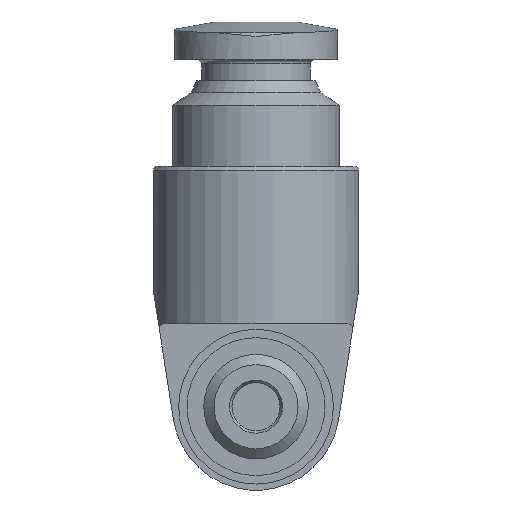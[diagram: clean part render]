
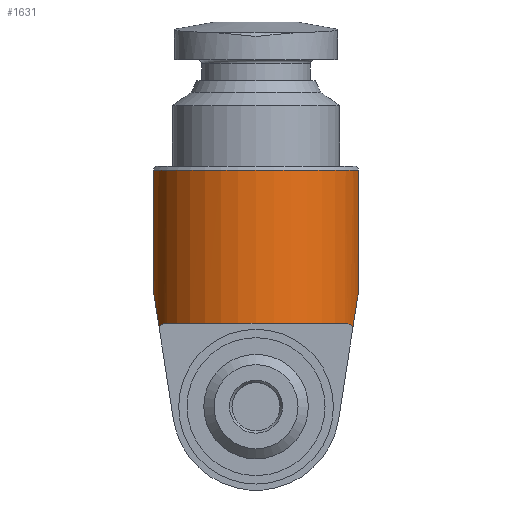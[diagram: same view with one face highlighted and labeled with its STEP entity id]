
A CAD part, front view. The second image highlights one B-rep face of the part: STEP entity #1631.
In plain terms, the highlighted cylindrical face has radius 5 mm (diameter 10 mm), a partial arc.
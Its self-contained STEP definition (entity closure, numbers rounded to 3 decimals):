
#20=ELLIPSE('',#1743,32.652,5.);
#21=ELLIPSE('',#1745,32.652,5.);
#30=CYLINDRICAL_SURFACE('',#1742,5.);
#76=LINE('',#2445,#128);
#77=LINE('',#2452,#129);
#128=VECTOR('',#1966,1000.);
#129=VECTOR('',#1973,1000.);
#212=B_SPLINE_CURVE_WITH_KNOTS('',3,(#2386,#2387,#2388,#2389),
 .UNSPECIFIED.,.F.,.F.,(4,4),(0.,0.001),
 .UNSPECIFIED.);
#214=B_SPLINE_CURVE_WITH_KNOTS('',3,(#2407,#2408,#2409,#2410,#2411),
 .UNSPECIFIED.,.F.,.F.,(4,1,4),(0.,0.,0.001),
 .UNSPECIFIED.);
#318=ORIENTED_EDGE('',*,*,#603,.F.);
#319=ORIENTED_EDGE('',*,*,#604,.F.);
#320=ORIENTED_EDGE('',*,*,#581,.T.);
#321=ORIENTED_EDGE('',*,*,#605,.T.);
#322=ORIENTED_EDGE('',*,*,#587,.T.);
#323=ORIENTED_EDGE('',*,*,#606,.F.);
#324=ORIENTED_EDGE('',*,*,#607,.F.);
#325=ORIENTED_EDGE('',*,*,#608,.T.);
#581=EDGE_CURVE('',#720,#722,#212,.T.);
#587=EDGE_CURVE('',#729,#727,#214,.T.);
#603=EDGE_CURVE('',#740,#741,#76,.F.);
#604=EDGE_CURVE('',#720,#740,#20,.T.);
#605=EDGE_CURVE('',#722,#729,#810,.F.);
#606=EDGE_CURVE('',#742,#727,#21,.T.);
#607=EDGE_CURVE('',#743,#742,#77,.T.);
#608=EDGE_CURVE('',#743,#741,#811,.T.);
#720=VERTEX_POINT('',#2381);
#722=VERTEX_POINT('',#2385);
#727=VERTEX_POINT('',#2405);
#729=VERTEX_POINT('',#2412);
#740=VERTEX_POINT('',#2446);
#741=VERTEX_POINT('',#2447);
#742=VERTEX_POINT('',#2451);
#743=VERTEX_POINT('',#2453);
#810=CIRCLE('',#1744,5.);
#811=CIRCLE('',#1746,5.);
#867=EDGE_LOOP('',(#318,#319,#320,#321,#322,#323,#324,#325));
#981=FACE_BOUND('',#867,.T.);
#1631=ADVANCED_FACE('',(#981),#30,.T.);
#1742=AXIS2_PLACEMENT_3D('',#2444,#1964,#1965);
#1743=AXIS2_PLACEMENT_3D('',#2448,#1967,#1968);
#1744=AXIS2_PLACEMENT_3D('',#2449,#1969,#1970);
#1745=AXIS2_PLACEMENT_3D('',#2450,#1971,#1972);
#1746=AXIS2_PLACEMENT_3D('',#2454,#1974,#1975);
#1964=DIRECTION('',(0.,0.,-1.));
#1965=DIRECTION('',(-1.,0.,0.));
#1966=DIRECTION('',(0.,0.,-1.));
#1967=DIRECTION('',(-0.988,0.,-0.153));
#1968=DIRECTION('',(0.153,0.,-0.988));
#1969=DIRECTION('',(0.,0.,-1.));
#1970=DIRECTION('',(-1.,0.,0.));
#1971=DIRECTION('',(0.988,0.,-0.153));
#1972=DIRECTION('',(-0.153,0.,-0.988));
#1973=DIRECTION('',(0.,0.,-1.));
#1974=DIRECTION('',(0.,0.,-1.));
#1975=DIRECTION('',(-1.,0.,0.));
#2381=CARTESIAN_POINT('',(-4.632,5.416,3.768));
#2385=CARTESIAN_POINT('',(-4.269,4.697,4.));
#2386=CARTESIAN_POINT('',(-4.632,5.416,3.768));
#2387=CARTESIAN_POINT('',(-4.548,5.211,3.948));
#2388=CARTESIAN_POINT('',(-4.417,4.94,4.));
#2389=CARTESIAN_POINT('',(-4.269,4.697,4.));
#2405=CARTESIAN_POINT('',(4.632,5.416,3.768));
#2407=CARTESIAN_POINT('',(4.269,4.697,4.));
#2408=CARTESIAN_POINT('',(4.343,4.819,4.));
#2409=CARTESIAN_POINT('',(4.478,5.062,3.96));
#2410=CARTESIAN_POINT('',(4.59,5.314,3.858));
#2411=CARTESIAN_POINT('',(4.632,5.416,3.768));
#2412=CARTESIAN_POINT('',(4.269,4.697,4.));
#2444=CARTESIAN_POINT('',(0.,7.3,3.5));
#2445=CARTESIAN_POINT('',(-4.9,6.305,3.5));
#2446=CARTESIAN_POINT('',(-4.9,6.305,5.5));
#2447=CARTESIAN_POINT('',(-4.9,6.305,11.3));
#2448=CARTESIAN_POINT('',(0.,7.3,-26.122));
#2449=CARTESIAN_POINT('',(0.,7.3,4.));
#2450=CARTESIAN_POINT('',(0.,7.3,-26.122));
#2451=CARTESIAN_POINT('',(4.9,6.305,5.5));
#2452=CARTESIAN_POINT('',(4.9,6.305,3.5));
#2453=CARTESIAN_POINT('',(4.9,6.305,11.3));
#2454=CARTESIAN_POINT('',(0.,7.3,11.3));
